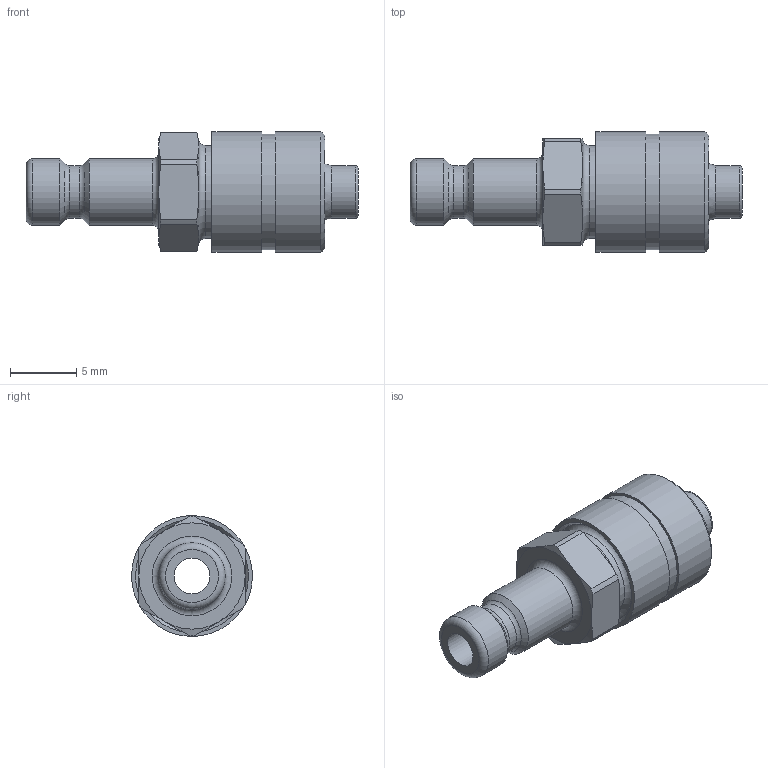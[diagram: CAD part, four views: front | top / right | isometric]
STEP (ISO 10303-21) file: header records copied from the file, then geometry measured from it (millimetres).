
FILE_DESCRIPTION((''),'2;1');
FILE_NAME('20sfko06mxx.stp','2013-04-17T09:33:01',('IA176480'),(''),'Autodesk Inventor 2011','Autodesk Inventor 2011','');
FILE_SCHEMA(('AUTOMOTIVE_DESIGN { 1 0 10303 214 1 1 1 1 }'));
Length unit declared in the file: millimetre
Products named in the file (3): D106366; D106363; D106219
Assembly tree (2 placements, depth 2):
  D106366
    D106363
    D106219
Bounding box: 25 x 9.09 x 9.09 mm (x, y, z)
Volume: 709.8 mm3; surface area: 1255.8 mm2
Topology: 2 solids, 2 shells, 66 faces, 134 edges, 77 vertices
Faces by surface type: cone 21, cylinder 20, plane 15, torus 10
Full cylindrical faces by diameter (mm): 2.7 x1, 3.95 x2, 4.5 x1, 5 x2, 6.25 x1, 7 x1, 7.2 x1, 8 x2, 8.7 x1, 9.1 x2
Entity records: 1618 total; most frequent: CARTESIAN_POINT 297, DIRECTION 284, ORIENTED_EDGE 202, AXIS2_PLACEMENT_3D 136, EDGE_LOOP 108, EDGE_CURVE 101, VERTEX_POINT 77, FACE_OUTER_BOUND 66
